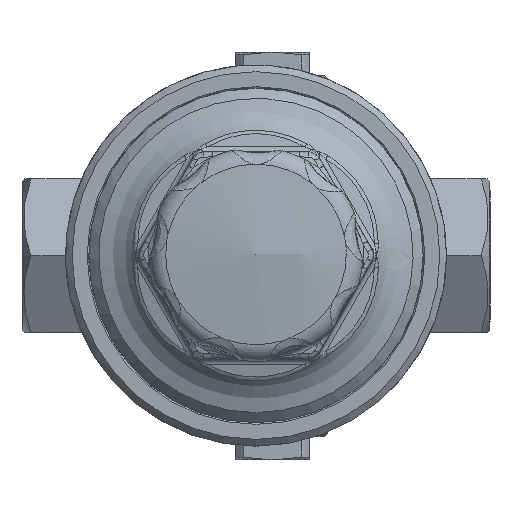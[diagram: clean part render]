
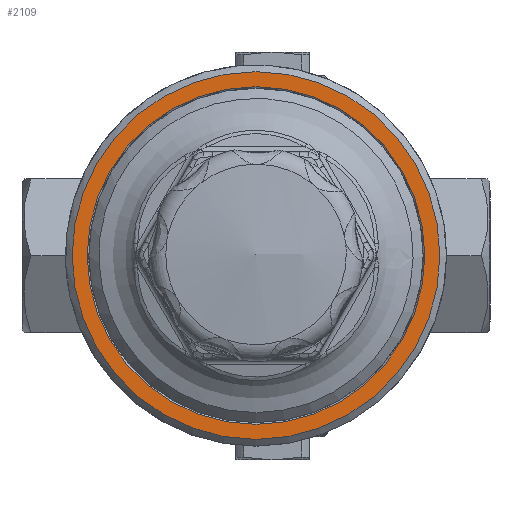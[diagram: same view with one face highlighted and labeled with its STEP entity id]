
A CAD part, top view. The second image highlights one B-rep face of the part: STEP entity #2109.
In plain terms, the highlighted planar face has unit normal (0, 0, 1).
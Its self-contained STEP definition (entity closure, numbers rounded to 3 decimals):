
#2075=CARTESIAN_POINT('',(0.,-25.25,-1.));
#2076=VERTEX_POINT('',#2075);
#2077=CARTESIAN_POINT('',(0.,0.,-1.));
#2078=DIRECTION('',(0.0,0.0,1.0));
#2079=DIRECTION('',(0.0,-1.0,0.0));
#2080=AXIS2_PLACEMENT_3D('',#2077,#2078,#2079);
#2081=CIRCLE('',#2080,25.25);
#2082=EDGE_CURVE('',#2076,#2076,#2081,.T.);
#2090=CARTESIAN_POINT('',(0.,-26.375,-1.0));
#2091=DIRECTION('',(0.0,0.0,-1.0));
#2092=DIRECTION('',(-1.0,0.0,0.0));
#2093=AXIS2_PLACEMENT_3D('',#2090,#2091,#2092);
#2094=PLANE('',#2093);
#2095=CARTESIAN_POINT('',(0.,-27.5,-1.0));
#2096=VERTEX_POINT('',#2095);
#2097=CARTESIAN_POINT('',(0.,0.,-1.));
#2098=DIRECTION('',(0.0,0.0,1.0));
#2099=DIRECTION('',(0.0,-1.0,0.0));
#2100=AXIS2_PLACEMENT_3D('',#2097,#2098,#2099);
#2101=CIRCLE('',#2100,27.5);
#2102=EDGE_CURVE('',#2096,#2096,#2101,.T.);
#2103=ORIENTED_EDGE('',*,*,#2102,.T.);
#2104=EDGE_LOOP('',(#2103));
#2105=FACE_OUTER_BOUND('',#2104,.T.);
#2106=ORIENTED_EDGE('',*,*,#2082,.F.);
#2107=EDGE_LOOP('',(#2106));
#2108=FACE_BOUND('',#2107,.T.);
#2109=ADVANCED_FACE('',(#2105,#2108),#2094,.F.);
